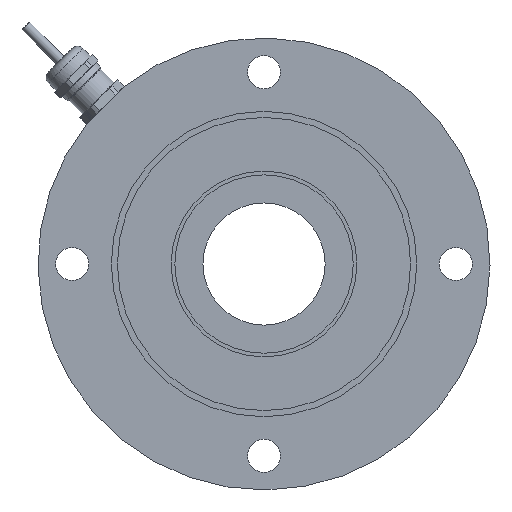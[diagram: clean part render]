
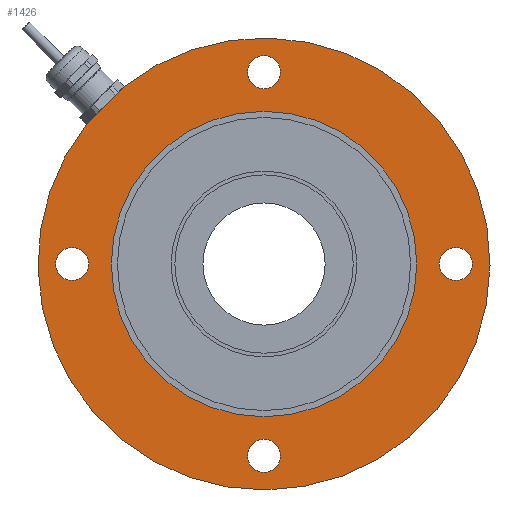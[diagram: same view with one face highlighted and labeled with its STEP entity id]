
A CAD part, front view. The second image highlights one B-rep face of the part: STEP entity #1426.
In plain terms, the highlighted planar face has unit normal (0, -1, 0).
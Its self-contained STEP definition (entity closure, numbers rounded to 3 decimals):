
#2 = ORIENTED_EDGE ( 'NONE', *, *, #382, .T. ) ;
#93 = VERTEX_POINT ( 'NONE', #704 ) ;
#96 = CARTESIAN_POINT ( 'NONE',  ( 0., 0., 78.5 ) ) ;
#167 = EDGE_CURVE ( 'NONE', #93, #1383, #1138, .T. ) ;
#174 = CARTESIAN_POINT ( 'NONE',  ( 0., 0., 62.5 ) ) ;
#215 = CARTESIAN_POINT ( 'NONE',  ( -72.721, 0., 57.165 ) ) ;
#290 = FACE_BOUND ( 'NONE', #3307, .T. ) ;
#359 = CARTESIAN_POINT ( 'NONE',  ( -78.5, 0., 0. ) ) ;
#382 = EDGE_CURVE ( 'NONE', #93, #1383, #3389, .T. ) ;
#390 = AXIS2_PLACEMENT_3D ( 'NONE', #502, #2277, #2843 ) ;
#404 = DIRECTION ( 'NONE',  ( -0.707, 0., -0.707 ) ) ;
#448 = CIRCLE ( 'NONE', #2040, 62.5 ) ;
#497 = AXIS2_PLACEMENT_3D ( 'NONE', #359, #2719, #1469 ) ;
#502 = CARTESIAN_POINT ( 'NONE',  ( 0., 0., 0. ) ) ;
#519 = CARTESIAN_POINT ( 'NONE',  ( 62.5, 0., 0. ) ) ;
#587 = DIRECTION ( 'NONE',  ( 0., 1., 0. ) ) ;
#704 = CARTESIAN_POINT ( 'NONE',  ( -57.165, 0., 72.721 ) ) ;
#823 = ORIENTED_EDGE ( 'NONE', *, *, #1234, .T. ) ;
#910 = DIRECTION ( 'NONE',  ( 0., 0., 1. ) ) ;
#965 = VERTEX_POINT ( 'NONE', #1410 ) ;
#1020 = CARTESIAN_POINT ( 'NONE',  ( -72.721, 0., 57.165 ) ) ;
#1021 = CARTESIAN_POINT ( 'NONE',  ( -78.5, 0., 6.75 ) ) ;
#1133 = DIRECTION ( 'NONE',  ( 0., 0., 1. ) ) ;
#1138 = CIRCLE ( 'NONE', #390, 92.5 ) ;
#1147 = VERTEX_POINT ( 'NONE', #174 ) ;
#1217 = EDGE_CURVE ( 'NONE', #1286, #1286, #2976, .T. ) ;
#1234 = EDGE_CURVE ( 'NONE', #1147, #1147, #448, .T. ) ;
#1286 = VERTEX_POINT ( 'NONE', #1021 ) ;
#1359 = FACE_BOUND ( 'NONE', #1374, .T. ) ;
#1374 = EDGE_LOOP ( 'NONE', ( #3089 ) ) ;
#1383 = VERTEX_POINT ( 'NONE', #215 ) ;
#1399 = DIRECTION ( 'NONE',  ( 0., 1., 0. ) ) ;
#1410 = CARTESIAN_POINT ( 'NONE',  ( 78.5, 0., 6.75 ) ) ;
#1426 = ADVANCED_FACE ( 'NONE', ( #1594, #2628, #290, #1359, #1899, #3189 ), #3157, .F. ) ;
#1450 = DIRECTION ( 'NONE',  ( 0., 1., 0. ) ) ;
#1469 = DIRECTION ( 'NONE',  ( 0., 0., 1. ) ) ;
#1471 = CARTESIAN_POINT ( 'NONE',  ( 78.5, 0., 0. ) ) ;
#1523 = CIRCLE ( 'NONE', #2630, 6.75 ) ;
#1594 = FACE_BOUND ( 'NONE', #3364, .T. ) ;
#1603 = EDGE_CURVE ( 'NONE', #1661, #1661, #2308, .T. ) ;
#1661 = VERTEX_POINT ( 'NONE', #2272 ) ;
#1837 = ORIENTED_EDGE ( 'NONE', *, *, #3173, .T. ) ;
#1899 = FACE_OUTER_BOUND ( 'NONE', #2222, .T. ) ;
#1998 = ORIENTED_EDGE ( 'NONE', *, *, #167, .F. ) ;
#2040 = AXIS2_PLACEMENT_3D ( 'NONE', #3041, #1399, #2235 ) ;
#2044 = CARTESIAN_POINT ( 'NONE',  ( 0., 0., 85.25 ) ) ;
#2048 = ORIENTED_EDGE ( 'NONE', *, *, #2792, .T. ) ;
#2069 = AXIS2_PLACEMENT_3D ( 'NONE', #1471, #3279, #910 ) ;
#2118 = EDGE_LOOP ( 'NONE', ( #2048 ) ) ;
#2222 = EDGE_LOOP ( 'NONE', ( #1998, #2 ) ) ;
#2235 = DIRECTION ( 'NONE',  ( 0., 0., 1. ) ) ;
#2272 = CARTESIAN_POINT ( 'NONE',  ( 0., 0., -71.75 ) ) ;
#2277 = DIRECTION ( 'NONE',  ( 0., 1., 0. ) ) ;
#2308 = CIRCLE ( 'NONE', #2421, 6.75 ) ;
#2421 = AXIS2_PLACEMENT_3D ( 'NONE', #2966, #2508, #3238 ) ;
#2444 = DIRECTION ( 'NONE',  ( 0., 0., 1. ) ) ;
#2508 = DIRECTION ( 'NONE',  ( 0., 1., 0. ) ) ;
#2590 = VECTOR ( 'NONE', #404, 1000. ) ;
#2628 = FACE_BOUND ( 'NONE', #2118, .T. ) ;
#2630 = AXIS2_PLACEMENT_3D ( 'NONE', #96, #1450, #1133 ) ;
#2684 = CIRCLE ( 'NONE', #2069, 6.75 ) ;
#2719 = DIRECTION ( 'NONE',  ( 0., 1., 0. ) ) ;
#2735 = ORIENTED_EDGE ( 'NONE', *, *, #1603, .T. ) ;
#2792 = EDGE_CURVE ( 'NONE', #965, #965, #2684, .T. ) ;
#2843 = DIRECTION ( 'NONE',  ( 0., 0., 1. ) ) ;
#2873 = VERTEX_POINT ( 'NONE', #2044 ) ;
#2966 = CARTESIAN_POINT ( 'NONE',  ( 0., 0., -78.5 ) ) ;
#2976 = CIRCLE ( 'NONE', #497, 6.75 ) ;
#3032 = EDGE_LOOP ( 'NONE', ( #823 ) ) ;
#3041 = CARTESIAN_POINT ( 'NONE',  ( 0., 0., 0. ) ) ;
#3089 = ORIENTED_EDGE ( 'NONE', *, *, #1217, .T. ) ;
#3129 = AXIS2_PLACEMENT_3D ( 'NONE', #519, #587, #2444 ) ;
#3157 = PLANE ( 'NONE',  #3129 ) ;
#3173 = EDGE_CURVE ( 'NONE', #2873, #2873, #1523, .T. ) ;
#3189 = FACE_BOUND ( 'NONE', #3032, .T. ) ;
#3238 = DIRECTION ( 'NONE',  ( 0., 0., 1. ) ) ;
#3279 = DIRECTION ( 'NONE',  ( 0., 1., 0. ) ) ;
#3307 = EDGE_LOOP ( 'NONE', ( #1837 ) ) ;
#3364 = EDGE_LOOP ( 'NONE', ( #2735 ) ) ;
#3389 = LINE ( 'NONE', #1020, #2590 ) ;
